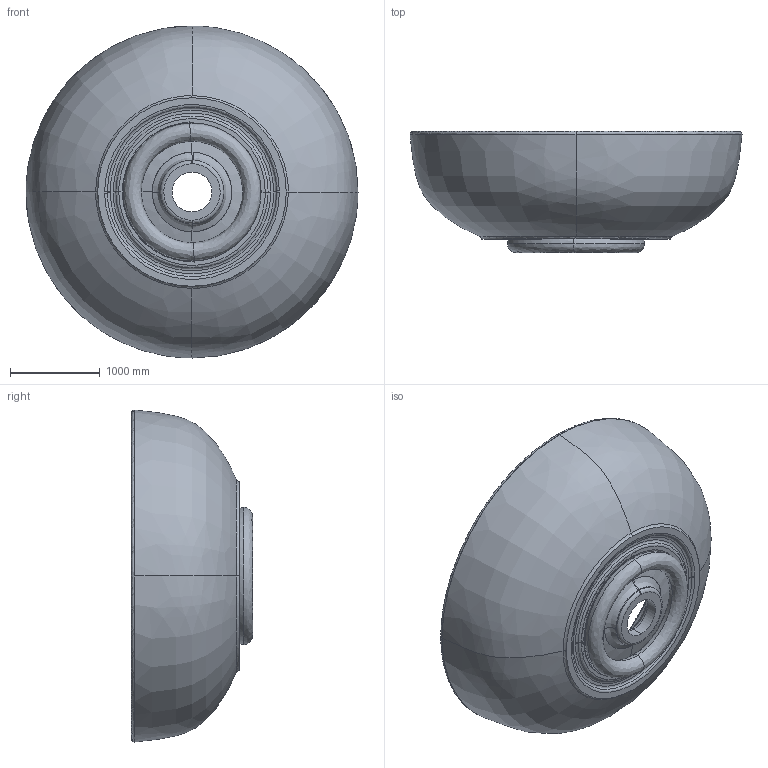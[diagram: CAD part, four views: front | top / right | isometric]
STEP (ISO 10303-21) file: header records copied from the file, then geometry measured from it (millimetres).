
FILE_DESCRIPTION(/* description */ (''),/* implementation_level */ '2;1');
FILE_NAME(/* name */ '3D_L31~4',/* time_stamp */ '2021-07-14T16:37:13+02:00',/* author */ (''),/* organization */ (''),/* preprocessor_version */ 'ST-DEVELOPER v16.5',/* originating_system */ '',/* authorisation */ '');
FILE_SCHEMA (('AUTOMOTIVE_DESIGN'));
Length unit declared in the file: centimetre
Products named in the file (1): Document
Bounding box: 3700 x 1352.28 x 3700 mm (x, y, z)
Surface area: 40046178 mm2 (no closed solid volume)
Topology: 0 solids, 11 shells, 75 faces, 203 edges, 125 vertices
Faces by surface type: bspline 70, plane 5
Entity records: 7397 total; most frequent: CARTESIAN_POINT 6376, ORIENTED_EDGE 351, EDGE_CURVE 203, VERTEX_POINT 125, EDGE_LOOP 80, ADVANCED_FACE 75, FACE_OUTER_BOUND 75, B_SPLINE_CURVE_WITH_KNOTS 57
